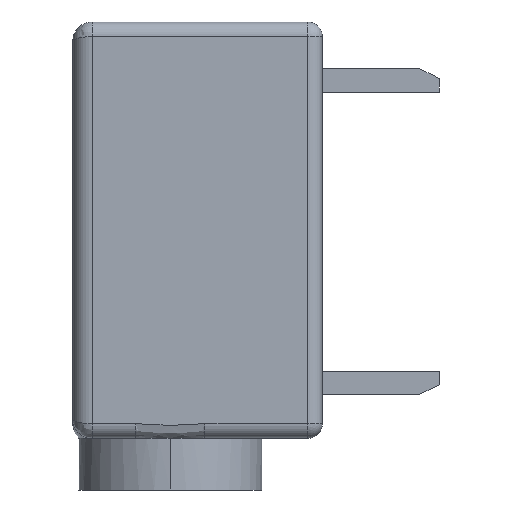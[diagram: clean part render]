
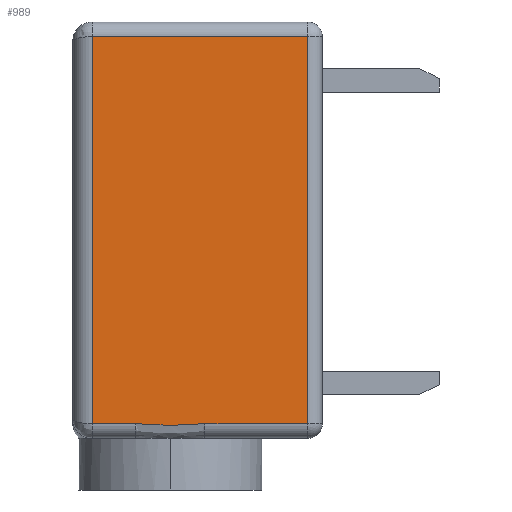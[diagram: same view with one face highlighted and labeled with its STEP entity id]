
A CAD part, left-side view. The second image highlights one B-rep face of the part: STEP entity #989.
In plain terms, the highlighted planar face has unit normal (-1, 0, 0).
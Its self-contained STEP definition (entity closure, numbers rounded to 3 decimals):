
#8 = LINE ( 'NONE', #1425, #391 ) ;
#22 = LINE ( 'NONE', #576, #920 ) ;
#26 = LINE ( 'NONE', #930, #1453 ) ;
#59 = CARTESIAN_POINT ( 'NONE',  ( -5.1, 0., 0. ) ) ;
#76 = CARTESIAN_POINT ( 'NONE',  ( -5.1, -6.4, -9.925 ) ) ;
#193 = CARTESIAN_POINT ( 'NONE',  ( -5.1, 1.994, -9.993 ) ) ;
#225 = CARTESIAN_POINT ( 'NONE',  ( -5.1, 3.18, -9.925 ) ) ;
#230 = CARTESIAN_POINT ( 'NONE',  ( -5.1, 5.4, -9.925 ) ) ;
#332 = EDGE_LOOP ( 'NONE', ( #1062, #871, #1011, #1200, #1250, #997 ) ) ;
#391 = VECTOR ( 'NONE', #524, 1000. ) ;
#429 = DIRECTION ( 'NONE',  ( 0., 0., 1. ) ) ;
#443 = CARTESIAN_POINT ( 'NONE',  ( -5.1, 2.587, -9.949 ) ) ;
#467 = DIRECTION ( 'NONE',  ( 0., 0., 1. ) ) ;
#509 = CARTESIAN_POINT ( 'NONE',  ( -5.1, -5.65, -9.925 ) ) ;
#524 = DIRECTION ( 'NONE',  ( 0., -1., 0. ) ) ;
#529 = VERTEX_POINT ( 'NONE', #717 ) ;
#575 = VERTEX_POINT ( 'NONE', #1408 ) ;
#576 = CARTESIAN_POINT ( 'NONE',  ( -5.1, 6.4, 9.925 ) ) ;
#589 = CARTESIAN_POINT ( 'NONE',  ( -5.1, -0.082, -9.925 ) ) ;
#600 = CARTESIAN_POINT ( 'NONE',  ( -5.1, 0.214, -9.95 ) ) ;
#608 = CARTESIAN_POINT ( 'NONE',  ( -5.1, -0.38, -9.925 ) ) ;
#639 = CARTESIAN_POINT ( 'NONE',  ( -5.1, -5.65, 9.925 ) ) ;
#682 = EDGE_CURVE ( 'NONE', #957, #529, #22, .T. ) ;
#683 = DIRECTION ( 'NONE',  ( 0., 1., 0. ) ) ;
#684 = CARTESIAN_POINT ( 'NONE',  ( -5.1, 3.18, -9.925 ) ) ;
#717 = CARTESIAN_POINT ( 'NONE',  ( -5.1, 5.4, 9.925 ) ) ;
#728 = B_SPLINE_CURVE_WITH_KNOTS ( 'NONE', 3,
 ( #684, #1223, #443, #193, #943, #1596, #1605, #600, #589, #1455 ),
 .UNSPECIFIED., .F., .F.,
 ( 4, 2, 2, 2, 4 ),
 ( 0., 0.001, 0.002, 0.003, 0.004 ),
 .UNSPECIFIED. ) ;
#764 = EDGE_CURVE ( 'NONE', #529, #575, #1252, .T. ) ;
#803 = VERTEX_POINT ( 'NONE', #608 ) ;
#822 = EDGE_CURVE ( 'NONE', #803, #975, #1378, .T. ) ;
#852 = DIRECTION ( 'NONE',  ( -1., 0., 0. ) ) ;
#871 = ORIENTED_EDGE ( 'NONE', *, *, #764, .T. ) ;
#879 = EDGE_CURVE ( 'NONE', #975, #957, #26, .T. ) ;
#898 = VECTOR ( 'NONE', #1388, 1000. ) ;
#920 = VECTOR ( 'NONE', #683, 1000. ) ;
#930 = CARTESIAN_POINT ( 'NONE',  ( -5.1, -5.65, 10.675 ) ) ;
#943 = CARTESIAN_POINT ( 'NONE',  ( -5.1, 1.698, -10.012 ) ) ;
#957 = VERTEX_POINT ( 'NONE', #639 ) ;
#975 = VERTEX_POINT ( 'NONE', #509 ) ;
#989 = ADVANCED_FACE ( 'NONE', ( #1490 ), #1632, .T. ) ;
#997 = ORIENTED_EDGE ( 'NONE', *, *, #879, .T. ) ;
#1008 = DIRECTION ( 'NONE',  ( 0., 0., -1. ) ) ;
#1011 = ORIENTED_EDGE ( 'NONE', *, *, #1466, .T. ) ;
#1062 = ORIENTED_EDGE ( 'NONE', *, *, #682, .T. ) ;
#1113 = VERTEX_POINT ( 'NONE', #225 ) ;
#1200 = ORIENTED_EDGE ( 'NONE', *, *, #1545, .T. ) ;
#1223 = CARTESIAN_POINT ( 'NONE',  ( -5.1, 2.883, -9.925 ) ) ;
#1244 = AXIS2_PLACEMENT_3D ( 'NONE', #59, #852, #467 ) ;
#1250 = ORIENTED_EDGE ( 'NONE', *, *, #822, .T. ) ;
#1252 = LINE ( 'NONE', #230, #1655 ) ;
#1378 = LINE ( 'NONE', #76, #898 ) ;
#1388 = DIRECTION ( 'NONE',  ( 0., -1., 0. ) ) ;
#1408 = CARTESIAN_POINT ( 'NONE',  ( -5.1, 5.4, -9.925 ) ) ;
#1425 = CARTESIAN_POINT ( 'NONE',  ( -5.1, -6.4, -9.925 ) ) ;
#1453 = VECTOR ( 'NONE', #429, 1000. ) ;
#1455 = CARTESIAN_POINT ( 'NONE',  ( -5.1, -0.38, -9.925 ) ) ;
#1466 = EDGE_CURVE ( 'NONE', #575, #1113, #8, .T. ) ;
#1490 = FACE_OUTER_BOUND ( 'NONE', #332, .T. ) ;
#1545 = EDGE_CURVE ( 'NONE', #1113, #803, #728, .T. ) ;
#1596 = CARTESIAN_POINT ( 'NONE',  ( -5.1, 1.104, -10.012 ) ) ;
#1605 = CARTESIAN_POINT ( 'NONE',  ( -5.1, 0.807, -9.993 ) ) ;
#1632 = PLANE ( 'NONE',  #1244 ) ;
#1655 = VECTOR ( 'NONE', #1008, 1000. ) ;
